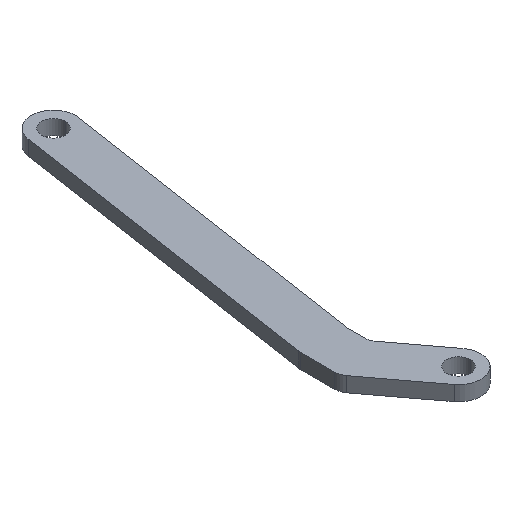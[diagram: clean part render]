
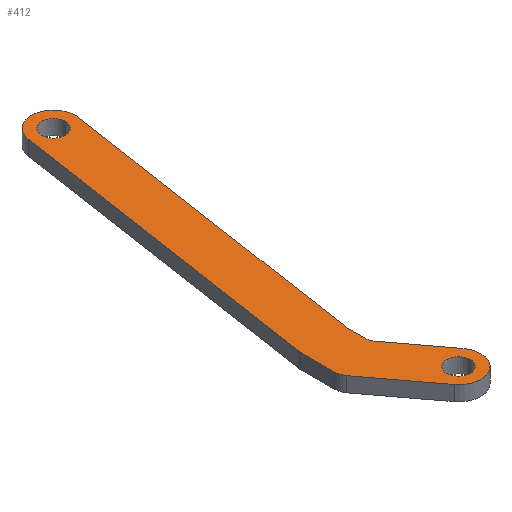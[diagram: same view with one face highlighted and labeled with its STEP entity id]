
A CAD part, isometric view. The second image highlights one B-rep face of the part: STEP entity #412.
In plain terms, the highlighted planar face has unit normal (0, 0, 1).
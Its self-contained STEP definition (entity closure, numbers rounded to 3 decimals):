
#5 = CARTESIAN_POINT ( 'NONE',  ( -20.5, 45.641, 2. ) ) ;
#14 = AXIS2_PLACEMENT_3D ( 'NONE', #361, #414, #353 ) ;
#16 = EDGE_CURVE ( 'NONE', #294, #480, #251, .T. ) ;
#18 = DIRECTION ( 'NONE',  ( 0., 1., 0. ) ) ;
#20 = CIRCLE ( 'NONE', #169, 1.6 ) ;
#21 = DIRECTION ( 'NONE',  ( 0., 0., 1. ) ) ;
#26 = CARTESIAN_POINT ( 'NONE',  ( -17.534, 45.19, 2. ) ) ;
#31 = VERTEX_POINT ( 'NONE', #452 ) ;
#32 = DIRECTION ( 'NONE',  ( 0., 0., 1. ) ) ;
#41 = VERTEX_POINT ( 'NONE', #411 ) ;
#42 = VECTOR ( 'NONE', #18, 1000. ) ;
#48 = FACE_BOUND ( 'NONE', #422, .T. ) ;
#53 = CIRCLE ( 'NONE', #160, 2. ) ;
#54 = EDGE_CURVE ( 'NONE', #377, #58, #335, .T. ) ;
#56 = ORIENTED_EDGE ( 'NONE', *, *, #162, .F. ) ;
#58 = VERTEX_POINT ( 'NONE', #67 ) ;
#61 = EDGE_CURVE ( 'NONE', #31, #299, #459, .T. ) ;
#65 = CARTESIAN_POINT ( 'NONE',  ( -23.466, 46.092, 2. ) ) ;
#66 = CARTESIAN_POINT ( 'NONE',  ( -30., 3.096, 2. ) ) ;
#67 = CARTESIAN_POINT ( 'NONE',  ( -23.977, 2.792, 2. ) ) ;
#72 = DIRECTION ( 'NONE',  ( 1., 0., 0. ) ) ;
#73 = VECTOR ( 'NONE', #460, 1000. ) ;
#75 = EDGE_CURVE ( 'NONE', #433, #605, #603, .T. ) ;
#77 = DIRECTION ( 'NONE',  ( -1., 0., 0. ) ) ;
#91 = EDGE_CURVE ( 'NONE', #280, #377, #550, .T. ) ;
#100 = DIRECTION ( 'NONE',  ( 0., 0., 1. ) ) ;
#102 = EDGE_CURVE ( 'NONE', #186, #487, #408, .T. ) ;
#103 = CARTESIAN_POINT ( 'NONE',  ( -22., 0.31, 2. ) ) ;
#106 = CIRCLE ( 'NONE', #449, 2. ) ;
#118 = LINE ( 'NONE', #601, #123 ) ;
#119 = DIRECTION ( 'NONE',  ( 0.6, -0.8, 0. ) ) ;
#120 = LINE ( 'NONE', #26, #326 ) ;
#122 = VERTEX_POINT ( 'NONE', #65 ) ;
#123 = VECTOR ( 'NONE', #506, 1000. ) ;
#124 = DIRECTION ( 'NONE',  ( 0.15, 0.989, 0. ) ) ;
#126 = DIRECTION ( 'NONE',  ( 1., 0., 0. ) ) ;
#127 = ORIENTED_EDGE ( 'NONE', *, *, #91, .T. ) ;
#128 = CARTESIAN_POINT ( 'NONE',  ( -20.5, 45.641, 2. ) ) ;
#131 = CARTESIAN_POINT ( 'NONE',  ( -22.6, -9.357, 2. ) ) ;
#142 = CARTESIAN_POINT ( 'NONE',  ( -28., 2.945, 2. ) ) ;
#147 = EDGE_LOOP ( 'NONE', ( #543, #56 ) ) ;
#148 = FACE_OUTER_BOUND ( 'NONE', #292, .T. ) ;
#156 = CARTESIAN_POINT ( 'NONE',  ( -20.5, 45.641, 2. ) ) ;
#160 = AXIS2_PLACEMENT_3D ( 'NONE', #360, #32, #607 ) ;
#162 = EDGE_CURVE ( 'NONE', #480, #294, #20, .T. ) ;
#165 = CARTESIAN_POINT ( 'NONE',  ( -30., 2.945, 2. ) ) ;
#169 = AXIS2_PLACEMENT_3D ( 'NONE', #617, #222, #177 ) ;
#177 = DIRECTION ( 'NONE',  ( 1., 0., 0. ) ) ;
#186 = VERTEX_POINT ( 'NONE', #561 ) ;
#188 = CARTESIAN_POINT ( 'NONE',  ( -17.534, 45.19, 2. ) ) ;
#189 = ORIENTED_EDGE ( 'NONE', *, *, #544, .T. ) ;
#192 = DIRECTION ( 'NONE',  ( 1., 0., 0. ) ) ;
#202 = ORIENTED_EDGE ( 'NONE', *, *, #500, .T. ) ;
#206 = CARTESIAN_POINT ( 'NONE',  ( -24., -0.357, 2. ) ) ;
#212 = AXIS2_PLACEMENT_3D ( 'NONE', #612, #357, #77 ) ;
#215 = CARTESIAN_POINT ( 'NONE',  ( -28.8, -3.957, 2. ) ) ;
#220 = LINE ( 'NONE', #66, #73 ) ;
#221 = AXIS2_PLACEMENT_3D ( 'NONE', #103, #308, #192 ) ;
#222 = DIRECTION ( 'NONE',  ( 0., 0., 1. ) ) ;
#228 = EDGE_CURVE ( 'NONE', #487, #186, #282, .T. ) ;
#239 = FACE_BOUND ( 'NONE', #147, .T. ) ;
#245 = CARTESIAN_POINT ( 'NONE',  ( -18.6, -7.557, 2. ) ) ;
#251 = CIRCLE ( 'NONE', #325, 1.6 ) ;
#253 = ORIENTED_EDGE ( 'NONE', *, *, #228, .F. ) ;
#262 = ORIENTED_EDGE ( 'NONE', *, *, #359, .T. ) ;
#269 = CARTESIAN_POINT ( 'NONE',  ( -18.9, 45.641, 2. ) ) ;
#271 = CIRCLE ( 'NONE', #212, 3. ) ;
#275 = CARTESIAN_POINT ( 'NONE',  ( -30., -1.69, 2. ) ) ;
#280 = VERTEX_POINT ( 'NONE', #379 ) ;
#282 = CIRCLE ( 'NONE', #556, 1.6 ) ;
#291 = DIRECTION ( 'NONE',  ( 1., 0., 0. ) ) ;
#292 = EDGE_LOOP ( 'NONE', ( #465, #262, #585, #302, #531, #189, #472, #611, #127, #397, #202, #539 ) ) ;
#293 = DIRECTION ( 'NONE',  ( 1., 0., 0. ) ) ;
#294 = VERTEX_POINT ( 'NONE', #584 ) ;
#295 = AXIS2_PLACEMENT_3D ( 'NONE', #598, #402, #461 ) ;
#299 = VERTEX_POINT ( 'NONE', #436 ) ;
#302 = ORIENTED_EDGE ( 'NONE', *, *, #549, .T. ) ;
#303 = EDGE_CURVE ( 'NONE', #605, #280, #355, .T. ) ;
#308 = DIRECTION ( 'NONE',  ( 0., 0., -1. ) ) ;
#313 = VECTOR ( 'NONE', #545, 1000. ) ;
#320 = DIRECTION ( 'NONE',  ( 0., 0., 1. ) ) ;
#325 = AXIS2_PLACEMENT_3D ( 'NONE', #156, #21, #72 ) ;
#326 = VECTOR ( 'NONE', #124, 1000. ) ;
#331 = VERTEX_POINT ( 'NONE', #188 ) ;
#335 = CIRCLE ( 'NONE', #295, 2. ) ;
#347 = DIRECTION ( 'NONE',  ( 0., 0., 1. ) ) ;
#353 = DIRECTION ( 'NONE',  ( 1., 0., 0. ) ) ;
#355 = CIRCLE ( 'NONE', #221, 2. ) ;
#357 = DIRECTION ( 'NONE',  ( 0., 0., 1. ) ) ;
#359 = EDGE_CURVE ( 'NONE', #41, #534, #106, .T. ) ;
#360 = CARTESIAN_POINT ( 'NONE',  ( -28., -1.69, 2. ) ) ;
#361 = CARTESIAN_POINT ( 'NONE',  ( -21., -9.357, 2. ) ) ;
#377 = VERTEX_POINT ( 'NONE', #447 ) ;
#379 = CARTESIAN_POINT ( 'NONE',  ( -24., 0.31, 2. ) ) ;
#397 = ORIENTED_EDGE ( 'NONE', *, *, #54, .T. ) ;
#402 = DIRECTION ( 'NONE',  ( 0., 0., -1. ) ) ;
#408 = CIRCLE ( 'NONE', #14, 1.6 ) ;
#409 = AXIS2_PLACEMENT_3D ( 'NONE', #128, #320, #615 ) ;
#411 = CARTESIAN_POINT ( 'NONE',  ( -29.977, 3.246, 2. ) ) ;
#412 = ADVANCED_FACE ( 'NONE', ( #48, #148, #239 ), #533, .T. ) ;
#414 = DIRECTION ( 'NONE',  ( 0., 0., 1. ) ) ;
#422 = EDGE_LOOP ( 'NONE', ( #253, #558 ) ) ;
#432 = CARTESIAN_POINT ( 'NONE',  ( -21., -9.357, 2. ) ) ;
#433 = VERTEX_POINT ( 'NONE', #245 ) ;
#436 = CARTESIAN_POINT ( 'NONE',  ( -23.4, -11.157, 2. ) ) ;
#447 = CARTESIAN_POINT ( 'NONE',  ( -24., 2.492, 2. ) ) ;
#449 = AXIS2_PLACEMENT_3D ( 'NONE', #142, #347, #293 ) ;
#452 = CARTESIAN_POINT ( 'NONE',  ( -29.6, -2.89, 2. ) ) ;
#459 = LINE ( 'NONE', #215, #557 ) ;
#460 = DIRECTION ( 'NONE',  ( 0., -1., 0. ) ) ;
#461 = DIRECTION ( 'NONE',  ( 1., 0., 0. ) ) ;
#462 = EDGE_CURVE ( 'NONE', #331, #122, #622, .T. ) ;
#465 = ORIENTED_EDGE ( 'NONE', *, *, #520, .T. ) ;
#472 = ORIENTED_EDGE ( 'NONE', *, *, #75, .T. ) ;
#480 = VERTEX_POINT ( 'NONE', #269 ) ;
#484 = EDGE_CURVE ( 'NONE', #534, #620, #220, .T. ) ;
#487 = VERTEX_POINT ( 'NONE', #131 ) ;
#500 = EDGE_CURVE ( 'NONE', #58, #331, #120, .T. ) ;
#506 = DIRECTION ( 'NONE',  ( -0.15, -0.989, 0. ) ) ;
#520 = EDGE_CURVE ( 'NONE', #122, #41, #118, .T. ) ;
#531 = ORIENTED_EDGE ( 'NONE', *, *, #61, .T. ) ;
#533 = PLANE ( 'NONE',  #559 ) ;
#534 = VERTEX_POINT ( 'NONE', #165 ) ;
#539 = ORIENTED_EDGE ( 'NONE', *, *, #462, .T. ) ;
#543 = ORIENTED_EDGE ( 'NONE', *, *, #16, .F. ) ;
#544 = EDGE_CURVE ( 'NONE', #299, #433, #271, .T. ) ;
#545 = DIRECTION ( 'NONE',  ( -0.6, 0.8, 0. ) ) ;
#549 = EDGE_CURVE ( 'NONE', #620, #31, #53, .T. ) ;
#550 = LINE ( 'NONE', #206, #42 ) ;
#556 = AXIS2_PLACEMENT_3D ( 'NONE', #432, #613, #126 ) ;
#557 = VECTOR ( 'NONE', #119, 1000. ) ;
#558 = ORIENTED_EDGE ( 'NONE', *, *, #102, .F. ) ;
#559 = AXIS2_PLACEMENT_3D ( 'NONE', #5, #100, #291 ) ;
#561 = CARTESIAN_POINT ( 'NONE',  ( -19.4, -9.357, 2. ) ) ;
#584 = CARTESIAN_POINT ( 'NONE',  ( -22.1, 45.641, 2. ) ) ;
#585 = ORIENTED_EDGE ( 'NONE', *, *, #484, .T. ) ;
#586 = CARTESIAN_POINT ( 'NONE',  ( -23.6, -0.89, 2. ) ) ;
#596 = CARTESIAN_POINT ( 'NONE',  ( -24., -0.357, 2. ) ) ;
#598 = CARTESIAN_POINT ( 'NONE',  ( -22., 2.492, 2. ) ) ;
#601 = CARTESIAN_POINT ( 'NONE',  ( -23.466, 46.092, 2. ) ) ;
#603 = LINE ( 'NONE', #596, #313 ) ;
#605 = VERTEX_POINT ( 'NONE', #586 ) ;
#607 = DIRECTION ( 'NONE',  ( 1., 0., 0. ) ) ;
#611 = ORIENTED_EDGE ( 'NONE', *, *, #303, .T. ) ;
#612 = CARTESIAN_POINT ( 'NONE',  ( -21., -9.357, 2. ) ) ;
#613 = DIRECTION ( 'NONE',  ( 0., 0., 1. ) ) ;
#615 = DIRECTION ( 'NONE',  ( 1., 0., 0. ) ) ;
#617 = CARTESIAN_POINT ( 'NONE',  ( -20.5, 45.641, 2. ) ) ;
#620 = VERTEX_POINT ( 'NONE', #275 ) ;
#622 = CIRCLE ( 'NONE', #409, 3. ) ;
